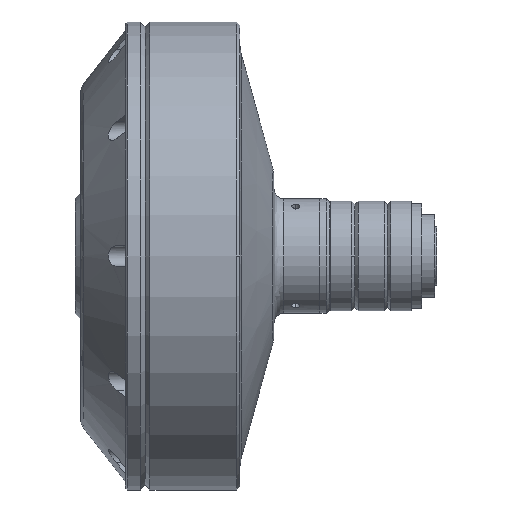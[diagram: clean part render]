
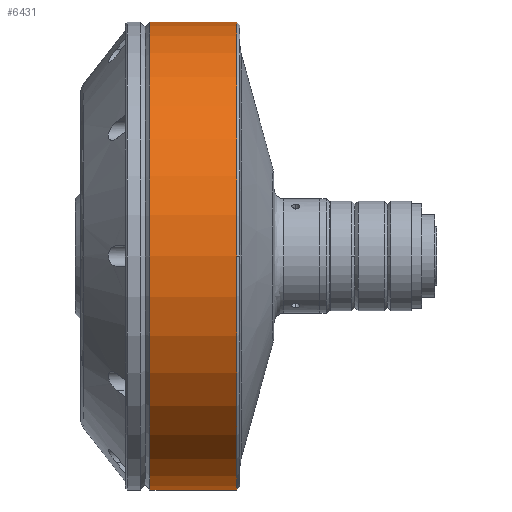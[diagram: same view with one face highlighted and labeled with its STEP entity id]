
A CAD part, front view. The second image highlights one B-rep face of the part: STEP entity #6431.
In plain terms, the highlighted cylindrical face has radius 71.5 mm (diameter 143 mm), a partial arc.
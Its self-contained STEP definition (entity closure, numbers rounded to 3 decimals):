
#28 = AXIS2_PLACEMENT_3D ( 'NONE', #8752, #4682, #479 ) ;
#142 = CIRCLE ( 'NONE', #28, 71.5 ) ;
#224 = VERTEX_POINT ( 'NONE', #4157 ) ;
#479 = DIRECTION ( 'NONE',  ( 0., 0., 1. ) ) ;
#627 = CARTESIAN_POINT ( 'NONE',  ( 95.772, 0., 0. ) ) ;
#812 = VECTOR ( 'NONE', #6685, 1000. ) ;
#1166 = AXIS2_PLACEMENT_3D ( 'NONE', #627, #5546, #1354 ) ;
#1259 = CARTESIAN_POINT ( 'NONE',  ( 0., 0., 0. ) ) ;
#1354 = DIRECTION ( 'NONE',  ( 0., 0., 1. ) ) ;
#1848 = CYLINDRICAL_SURFACE ( 'NONE', #2001, 71.5 ) ;
#2001 = AXIS2_PLACEMENT_3D ( 'NONE', #1259, #4000, #6134 ) ;
#2183 = CARTESIAN_POINT ( 'NONE',  ( 95.772, -71.5, 0. ) ) ;
#2679 = LINE ( 'NONE', #8004, #812 ) ;
#2761 = EDGE_LOOP ( 'NONE', ( #6074, #8357, #7271, #7040, #2968 ) ) ;
#2968 = ORIENTED_EDGE ( 'NONE', *, *, #5111, .T. ) ;
#3206 = CIRCLE ( 'NONE', #1166, 71.5 ) ;
#4000 = DIRECTION ( 'NONE',  ( -1., 0., 0. ) ) ;
#4103 = VERTEX_POINT ( 'NONE', #8208 ) ;
#4157 = CARTESIAN_POINT ( 'NONE',  ( 95.772, 0., 71.5 ) ) ;
#4213 = DIRECTION ( 'NONE',  ( -1., 0., 0. ) ) ;
#4310 = LINE ( 'NONE', #7359, #7958 ) ;
#4361 = FACE_OUTER_BOUND ( 'NONE', #2761, .T. ) ;
#4681 = DIRECTION ( 'NONE',  ( -1., 0., 0. ) ) ;
#4682 = DIRECTION ( 'NONE',  ( 1., 0., 0. ) ) ;
#4846 = VERTEX_POINT ( 'NONE', #5744 ) ;
#5111 = EDGE_CURVE ( 'NONE', #4846, #7920, #142, .T. ) ;
#5542 = CARTESIAN_POINT ( 'NONE',  ( 69.272, 0., -71.5 ) ) ;
#5546 = DIRECTION ( 'NONE',  ( -1., 0., 0. ) ) ;
#5692 = CIRCLE ( 'NONE', #7586, 71.5 ) ;
#5744 = CARTESIAN_POINT ( 'NONE',  ( 69.272, 0., 71.5 ) ) ;
#5941 = VERTEX_POINT ( 'NONE', #2183 ) ;
#6074 = ORIENTED_EDGE ( 'NONE', *, *, #8747, .F. ) ;
#6134 = DIRECTION ( 'NONE',  ( 0., 0., 1. ) ) ;
#6431 = ADVANCED_FACE ( 'NONE', ( #4361 ), #1848, .T. ) ;
#6519 = EDGE_CURVE ( 'NONE', #4103, #5941, #5692, .T. ) ;
#6685 = DIRECTION ( 'NONE',  ( -1., 0., 0. ) ) ;
#7040 = ORIENTED_EDGE ( 'NONE', *, *, #7420, .T. ) ;
#7271 = ORIENTED_EDGE ( 'NONE', *, *, #8946, .T. ) ;
#7359 = CARTESIAN_POINT ( 'NONE',  ( 0., 0., -71.5 ) ) ;
#7420 = EDGE_CURVE ( 'NONE', #224, #4846, #2679, .T. ) ;
#7586 = AXIS2_PLACEMENT_3D ( 'NONE', #8328, #4213, #8987 ) ;
#7920 = VERTEX_POINT ( 'NONE', #5542 ) ;
#7958 = VECTOR ( 'NONE', #4681, 1000. ) ;
#8004 = CARTESIAN_POINT ( 'NONE',  ( 0., 0., 71.5 ) ) ;
#8208 = CARTESIAN_POINT ( 'NONE',  ( 95.772, 0., -71.5 ) ) ;
#8328 = CARTESIAN_POINT ( 'NONE',  ( 95.772, 0., 0. ) ) ;
#8357 = ORIENTED_EDGE ( 'NONE', *, *, #6519, .T. ) ;
#8747 = EDGE_CURVE ( 'NONE', #4103, #7920, #4310, .T. ) ;
#8752 = CARTESIAN_POINT ( 'NONE',  ( 69.272, 0., 0. ) ) ;
#8946 = EDGE_CURVE ( 'NONE', #5941, #224, #3206, .T. ) ;
#8987 = DIRECTION ( 'NONE',  ( 0., 0., 1. ) ) ;
